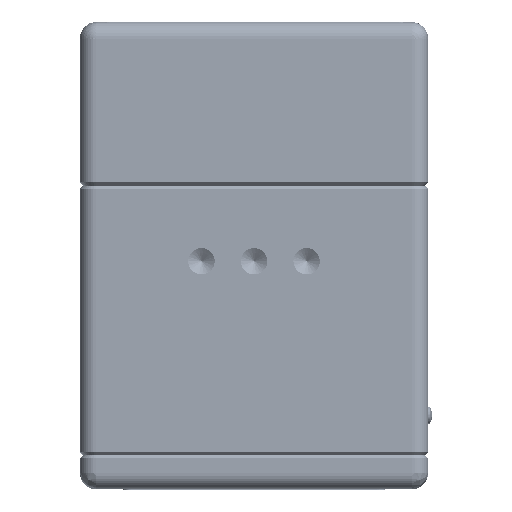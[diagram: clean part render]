
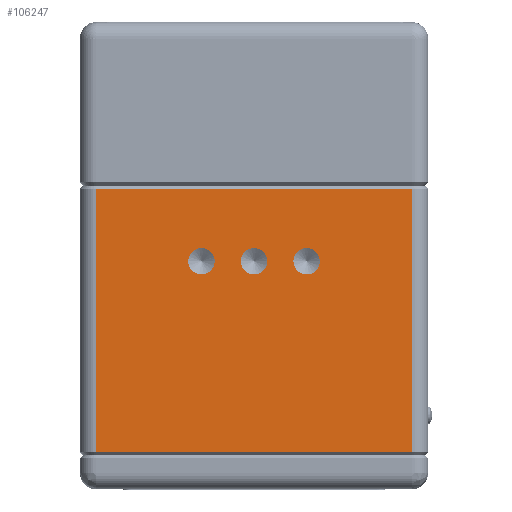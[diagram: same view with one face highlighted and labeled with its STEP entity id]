
A CAD part, front view. The second image highlights one B-rep face of the part: STEP entity #106247.
In plain terms, the highlighted face is planar.
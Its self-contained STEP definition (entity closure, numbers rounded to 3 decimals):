
#495 = VERTEX_POINT ( 'NONE', #57305 ) ;
#1238 = ORIENTED_EDGE ( 'NONE', *, *, #108722, .T. ) ;
#2177 = DIRECTION ( 'NONE',  ( -1., 0., 0. ) ) ;
#3614 = DIRECTION ( 'NONE',  ( 0., -1., 0. ) ) ;
#8226 = CARTESIAN_POINT ( 'NONE',  ( 64.135, 52.07, -60.96 ) ) ;
#8899 = EDGE_CURVE ( 'NONE', #96867, #51337, #126049, .T. ) ;
#8930 = DIRECTION ( 'NONE',  ( -1., 0., 0. ) ) ;
#9374 = EDGE_LOOP ( 'NONE', ( #70039, #1238 ) ) ;
#10778 = CARTESIAN_POINT ( 'NONE',  ( 23.495, 14.605, -60.96 ) ) ;
#12793 = CARTESIAN_POINT ( 'NONE',  ( 43.815, 14.605, -60.96 ) ) ;
#12893 = CIRCLE ( 'NONE', #30488, 2.553 ) ;
#15172 = DIRECTION ( 'NONE',  ( -1., 0., 0. ) ) ;
#16206 = CARTESIAN_POINT ( 'NONE',  ( 26.048, 14.605, -60.96 ) ) ;
#18729 = VERTEX_POINT ( 'NONE', #122872 ) ;
#22630 = DIRECTION ( 'NONE',  ( -1., 0., 0. ) ) ;
#22818 = VERTEX_POINT ( 'NONE', #107793 ) ;
#23261 = EDGE_LOOP ( 'NONE', ( #70050, #58939, #70993, #109431 ) ) ;
#23922 = VERTEX_POINT ( 'NONE', #46455 ) ;
#23934 = DIRECTION ( 'NONE',  ( 1., 0., 0. ) ) ;
#25490 = VERTEX_POINT ( 'NONE', #44718 ) ;
#25586 = FACE_OUTER_BOUND ( 'NONE', #23261, .T. ) ;
#28640 = CIRCLE ( 'NONE', #89939, 2.553 ) ;
#30488 = AXIS2_PLACEMENT_3D ( 'NONE', #12793, #54648, #104178 ) ;
#30611 = CARTESIAN_POINT ( 'NONE',  ( 36.208, 14.605, -60.96 ) ) ;
#34713 = CIRCLE ( 'NONE', #56582, 2.553 ) ;
#35275 = LINE ( 'NONE', #108749, #70422 ) ;
#38098 = CARTESIAN_POINT ( 'NONE',  ( 0., 0.635, -60.96 ) ) ;
#44033 = EDGE_CURVE ( 'NONE', #23922, #25490, #132164, .T. ) ;
#44718 = CARTESIAN_POINT ( 'NONE',  ( 64.135, 0.635, -60.96 ) ) ;
#44730 = DIRECTION ( 'NONE',  ( -1., 0., 0. ) ) ;
#45397 = CARTESIAN_POINT ( 'NONE',  ( 33.655, 14.605, -60.96 ) ) ;
#45412 = CARTESIAN_POINT ( 'NONE',  ( 23.495, 14.605, -60.96 ) ) ;
#46099 = FACE_BOUND ( 'NONE', #89514, .T. ) ;
#46455 = CARTESIAN_POINT ( 'NONE',  ( 3.175, 0.635, -60.96 ) ) ;
#48876 = VERTEX_POINT ( 'NONE', #16206 ) ;
#51337 = VERTEX_POINT ( 'NONE', #30611 ) ;
#53325 = DIRECTION ( 'NONE',  ( -1., 0., 0. ) ) ;
#53512 = CARTESIAN_POINT ( 'NONE',  ( 43.815, 14.605, -60.96 ) ) ;
#54290 = VECTOR ( 'NONE', #23934, 1000. ) ;
#54648 = DIRECTION ( 'NONE',  ( 0., 0., 1. ) ) ;
#56582 = AXIS2_PLACEMENT_3D ( 'NONE', #53512, #95392, #8930 ) ;
#57305 = CARTESIAN_POINT ( 'NONE',  ( 64.135, 51.435, -60.96 ) ) ;
#58939 = ORIENTED_EDGE ( 'NONE', *, *, #68404, .T. ) ;
#59153 = CARTESIAN_POINT ( 'NONE',  ( 0., 51.435, -60.96 ) ) ;
#62498 = AXIS2_PLACEMENT_3D ( 'NONE', #10778, #125502, #53325 ) ;
#63983 = EDGE_CURVE ( 'NONE', #18729, #23922, #35275, .T. ) ;
#64266 = EDGE_LOOP ( 'NONE', ( #86123, #125937 ) ) ;
#64680 = FACE_BOUND ( 'NONE', #64266, .T. ) ;
#66699 = FACE_BOUND ( 'NONE', #9374, .T. ) ;
#68404 = EDGE_CURVE ( 'NONE', #18729, #495, #111414, .T. ) ;
#70039 = ORIENTED_EDGE ( 'NONE', *, *, #94788, .T. ) ;
#70050 = ORIENTED_EDGE ( 'NONE', *, *, #63983, .F. ) ;
#70422 = VECTOR ( 'NONE', #3614, 1000. ) ;
#70993 = ORIENTED_EDGE ( 'NONE', *, *, #133516, .F. ) ;
#73323 = CARTESIAN_POINT ( 'NONE',  ( 20.942, 14.605, -60.96 ) ) ;
#73359 = CIRCLE ( 'NONE', #126132, 2.553 ) ;
#74946 = PLANE ( 'NONE',  #97460 ) ;
#79652 = DIRECTION ( 'NONE',  ( 1., 0., 0. ) ) ;
#81290 = EDGE_CURVE ( 'NONE', #82167, #22818, #34713, .T. ) ;
#82070 = AXIS2_PLACEMENT_3D ( 'NONE', #45397, #119596, #44730 ) ;
#82167 = VERTEX_POINT ( 'NONE', #119874 ) ;
#82935 = ORIENTED_EDGE ( 'NONE', *, *, #81290, .T. ) ;
#85060 = CARTESIAN_POINT ( 'NONE',  ( 33.655, 14.605, -60.96 ) ) ;
#86123 = ORIENTED_EDGE ( 'NONE', *, *, #8899, .T. ) ;
#87928 = CARTESIAN_POINT ( 'NONE',  ( 0., 52.07, -60.96 ) ) ;
#89514 = EDGE_LOOP ( 'NONE', ( #82935, #105457 ) ) ;
#89939 = AXIS2_PLACEMENT_3D ( 'NONE', #45412, #118269, #15172 ) ;
#94788 = EDGE_CURVE ( 'NONE', #103083, #48876, #104185, .T. ) ;
#95392 = DIRECTION ( 'NONE',  ( 0., 0., 1. ) ) ;
#96867 = VERTEX_POINT ( 'NONE', #105040 ) ;
#97460 = AXIS2_PLACEMENT_3D ( 'NONE', #87928, #107320, #2177 ) ;
#103083 = VERTEX_POINT ( 'NONE', #73323 ) ;
#104178 = DIRECTION ( 'NONE',  ( -1., 0., 0. ) ) ;
#104185 = CIRCLE ( 'NONE', #62498, 2.553 ) ;
#105040 = CARTESIAN_POINT ( 'NONE',  ( 31.102, 14.605, -60.96 ) ) ;
#105457 = ORIENTED_EDGE ( 'NONE', *, *, #107316, .T. ) ;
#106247 = ADVANCED_FACE ( 'NONE', ( #25586, #66699, #64680, #46099 ), #74946, .T. ) ;
#107316 = EDGE_CURVE ( 'NONE', #22818, #82167, #12893, .T. ) ;
#107320 = DIRECTION ( 'NONE',  ( 0., 0., -1. ) ) ;
#107793 = CARTESIAN_POINT ( 'NONE',  ( 46.368, 14.605, -60.96 ) ) ;
#108722 = EDGE_CURVE ( 'NONE', #48876, #103083, #28640, .T. ) ;
#108749 = CARTESIAN_POINT ( 'NONE',  ( 3.175, 52.07, -60.96 ) ) ;
#109431 = ORIENTED_EDGE ( 'NONE', *, *, #44033, .F. ) ;
#111414 = LINE ( 'NONE', #59153, #134553 ) ;
#118269 = DIRECTION ( 'NONE',  ( 0., 0., 1. ) ) ;
#119092 = VECTOR ( 'NONE', #133923, 1000. ) ;
#119596 = DIRECTION ( 'NONE',  ( 0., 0., 1. ) ) ;
#119874 = CARTESIAN_POINT ( 'NONE',  ( 41.262, 14.605, -60.96 ) ) ;
#122314 = LINE ( 'NONE', #8226, #119092 ) ;
#122872 = CARTESIAN_POINT ( 'NONE',  ( 3.175, 51.435, -60.96 ) ) ;
#125502 = DIRECTION ( 'NONE',  ( 0., 0., 1. ) ) ;
#125937 = ORIENTED_EDGE ( 'NONE', *, *, #135809, .T. ) ;
#126049 = CIRCLE ( 'NONE', #82070, 2.553 ) ;
#126132 = AXIS2_PLACEMENT_3D ( 'NONE', #85060, #127035, #22630 ) ;
#127035 = DIRECTION ( 'NONE',  ( 0., 0., 1. ) ) ;
#132164 = LINE ( 'NONE', #38098, #54290 ) ;
#133516 = EDGE_CURVE ( 'NONE', #25490, #495, #122314, .T. ) ;
#133923 = DIRECTION ( 'NONE',  ( 0., 1., 0. ) ) ;
#134553 = VECTOR ( 'NONE', #79652, 1000. ) ;
#135809 = EDGE_CURVE ( 'NONE', #51337, #96867, #73359, .T. ) ;
